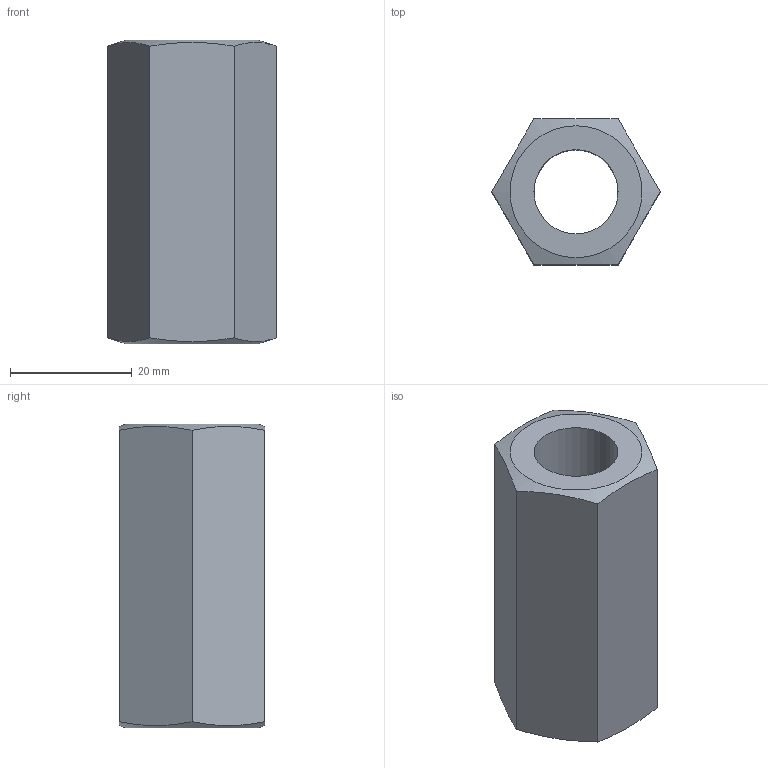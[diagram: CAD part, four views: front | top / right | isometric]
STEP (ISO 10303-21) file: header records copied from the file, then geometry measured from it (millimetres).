
FILE_DESCRIPTION((''),'2;1');
FILE_NAME('113307.stp','2010-10-01T12:00:56',('DMK009'),(''),'Autodesk Inventor 2011','Autodesk Inventor 2011','');
FILE_SCHEMA(('AUTOMOTIVE_DESIGN { 1 0 10303 214 1 1 1 1 }'));
Length unit declared in the file: millimetre
Products named in the file (1): Sechskantgewindemuffe
Bounding box: 27.71 x 24 x 50 mm (x, y, z)
Volume: 17340.4 mm3; surface area: 6942.3 mm2
Topology: 1 solids, 1 shells, 11 faces, 26 edges, 17 vertices
Faces by surface type: plane 8, cone 2, cylinder 1
Full cylindrical faces by diameter (mm): 13.835 x1
Entity records: 310 total; most frequent: CARTESIAN_POINT 74, ORIENTED_EDGE 44, DIRECTION 38, EDGE_CURVE 22, AXIS2_PLACEMENT_3D 16, VERTEX_POINT 16, EDGE_LOOP 16, FACE_OUTER_BOUND 11
